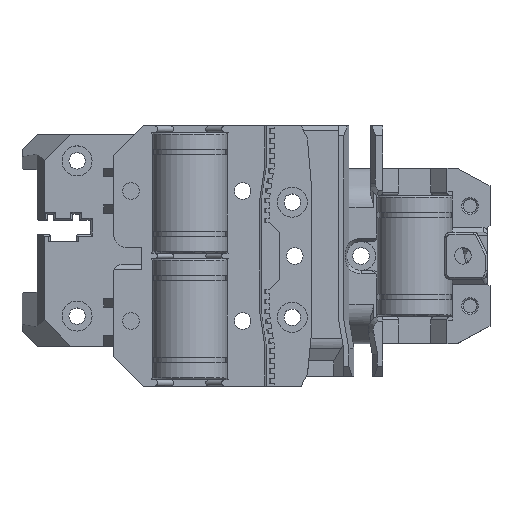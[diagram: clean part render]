
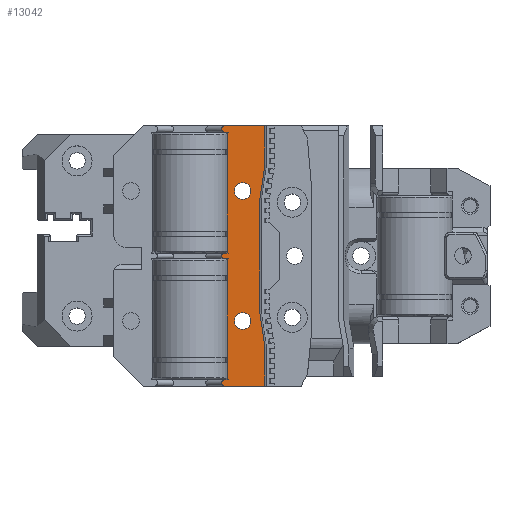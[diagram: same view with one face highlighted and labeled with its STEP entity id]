
A CAD part, top view. The second image highlights one B-rep face of the part: STEP entity #13042.
In plain terms, the highlighted planar face has unit normal (0, 0, 1).
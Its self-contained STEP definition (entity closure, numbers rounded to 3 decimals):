
#337=FACE_BOUND('',#1520,.T.);
#338=FACE_BOUND('',#1521,.T.);
#467=CIRCLE('',#13884,0.5);
#468=CIRCLE('',#13885,0.65);
#469=CIRCLE('',#13886,0.65);
#470=CIRCLE('',#13887,1.65);
#471=CIRCLE('',#13888,1.65);
#762=FACE_OUTER_BOUND('',#1519,.T.);
#1519=EDGE_LOOP('',(#9185,#9186,#9187,#9188,#9189,#9190,#9191,#9192,#9193,
#9194,#9195,#9196,#9197,#9198,#9199,#9200,#9201,#9202,#9203,#9204));
#1520=EDGE_LOOP('',(#9205));
#1521=EDGE_LOOP('',(#9206));
#2489=LINE('',#19330,#4046);
#2490=LINE('',#19332,#4047);
#2491=LINE('',#19334,#4048);
#2492=LINE('',#19336,#4049);
#2493=LINE('',#19338,#4050);
#2494=LINE('',#19342,#4051);
#2495=LINE('',#19344,#4052);
#2496=LINE('',#19346,#4053);
#2497=LINE('',#19348,#4054);
#2498=LINE('',#19350,#4055);
#2499=LINE('',#19352,#4056);
#2500=LINE('',#19354,#4057);
#2501=LINE('',#19358,#4058);
#2502=LINE('',#19360,#4059);
#2503=LINE('',#19362,#4060);
#2504=LINE('',#19364,#4061);
#2505=LINE('',#19365,#4062);
#4046=VECTOR('',#15450,10.);
#4047=VECTOR('',#15451,10.);
#4048=VECTOR('',#15452,10.);
#4049=VECTOR('',#15453,10.);
#4050=VECTOR('',#15454,10.);
#4051=VECTOR('',#15457,10.);
#4052=VECTOR('',#15458,10.);
#4053=VECTOR('',#15459,10.);
#4054=VECTOR('',#15460,10.);
#4055=VECTOR('',#15461,10.);
#4056=VECTOR('',#15462,10.);
#4057=VECTOR('',#15463,10.);
#4058=VECTOR('',#15466,10.);
#4059=VECTOR('',#15467,10.);
#4060=VECTOR('',#15468,10.);
#4061=VECTOR('',#15469,10.);
#4062=VECTOR('',#15470,10.);
#5556=VERTEX_POINT('',#19326);
#5557=VERTEX_POINT('',#19327);
#5558=VERTEX_POINT('',#19329);
#5559=VERTEX_POINT('',#19331);
#5560=VERTEX_POINT('',#19333);
#5561=VERTEX_POINT('',#19335);
#5562=VERTEX_POINT('',#19337);
#5563=VERTEX_POINT('',#19339);
#5564=VERTEX_POINT('',#19341);
#5565=VERTEX_POINT('',#19343);
#5566=VERTEX_POINT('',#19345);
#5567=VERTEX_POINT('',#19347);
#5568=VERTEX_POINT('',#19349);
#5569=VERTEX_POINT('',#19351);
#5570=VERTEX_POINT('',#19353);
#5571=VERTEX_POINT('',#19355);
#5572=VERTEX_POINT('',#19357);
#5573=VERTEX_POINT('',#19359);
#5574=VERTEX_POINT('',#19361);
#5575=VERTEX_POINT('',#19363);
#5576=VERTEX_POINT('',#19366);
#5577=VERTEX_POINT('',#19368);
#6930=EDGE_CURVE('',#5556,#5557,#467,.T.);
#6931=EDGE_CURVE('',#5556,#5558,#2489,.T.);
#6932=EDGE_CURVE('',#5558,#5559,#2490,.T.);
#6933=EDGE_CURVE('',#5559,#5560,#2491,.T.);
#6934=EDGE_CURVE('',#5560,#5561,#2492,.T.);
#6935=EDGE_CURVE('',#5561,#5562,#2493,.T.);
#6936=EDGE_CURVE('',#5563,#5562,#468,.T.);
#6937=EDGE_CURVE('',#5563,#5564,#2494,.T.);
#6938=EDGE_CURVE('',#5565,#5564,#2495,.T.);
#6939=EDGE_CURVE('',#5566,#5565,#2496,.T.);
#6940=EDGE_CURVE('',#5567,#5566,#2497,.T.);
#6941=EDGE_CURVE('',#5568,#5567,#2498,.T.);
#6942=EDGE_CURVE('',#5569,#5568,#2499,.T.);
#6943=EDGE_CURVE('',#5569,#5570,#2500,.T.);
#6944=EDGE_CURVE('',#5571,#5570,#469,.T.);
#6945=EDGE_CURVE('',#5571,#5572,#2501,.T.);
#6946=EDGE_CURVE('',#5572,#5573,#2502,.T.);
#6947=EDGE_CURVE('',#5573,#5574,#2503,.T.);
#6948=EDGE_CURVE('',#5574,#5575,#2504,.T.);
#6949=EDGE_CURVE('',#5557,#5575,#2505,.T.);
#6950=EDGE_CURVE('',#5576,#5576,#470,.T.);
#6951=EDGE_CURVE('',#5577,#5577,#471,.T.);
#9185=ORIENTED_EDGE('',*,*,#6930,.F.);
#9186=ORIENTED_EDGE('',*,*,#6931,.T.);
#9187=ORIENTED_EDGE('',*,*,#6932,.T.);
#9188=ORIENTED_EDGE('',*,*,#6933,.T.);
#9189=ORIENTED_EDGE('',*,*,#6934,.T.);
#9190=ORIENTED_EDGE('',*,*,#6935,.T.);
#9191=ORIENTED_EDGE('',*,*,#6936,.F.);
#9192=ORIENTED_EDGE('',*,*,#6937,.T.);
#9193=ORIENTED_EDGE('',*,*,#6938,.F.);
#9194=ORIENTED_EDGE('',*,*,#6939,.F.);
#9195=ORIENTED_EDGE('',*,*,#6940,.F.);
#9196=ORIENTED_EDGE('',*,*,#6941,.F.);
#9197=ORIENTED_EDGE('',*,*,#6942,.F.);
#9198=ORIENTED_EDGE('',*,*,#6943,.T.);
#9199=ORIENTED_EDGE('',*,*,#6944,.F.);
#9200=ORIENTED_EDGE('',*,*,#6945,.T.);
#9201=ORIENTED_EDGE('',*,*,#6946,.T.);
#9202=ORIENTED_EDGE('',*,*,#6947,.T.);
#9203=ORIENTED_EDGE('',*,*,#6948,.T.);
#9204=ORIENTED_EDGE('',*,*,#6949,.F.);
#9205=ORIENTED_EDGE('',*,*,#6950,.T.);
#9206=ORIENTED_EDGE('',*,*,#6951,.T.);
#12430=PLANE('',#13883);
#13042=ADVANCED_FACE('',(#762,#337,#338),#12430,.T.);
#13883=AXIS2_PLACEMENT_3D('',#19325,#15446,#15447);
#13884=AXIS2_PLACEMENT_3D('',#19328,#15448,#15449);
#13885=AXIS2_PLACEMENT_3D('',#19340,#15455,#15456);
#13886=AXIS2_PLACEMENT_3D('',#19356,#15464,#15465);
#13887=AXIS2_PLACEMENT_3D('',#19367,#15471,#15472);
#13888=AXIS2_PLACEMENT_3D('',#19369,#15473,#15474);
#15446=DIRECTION('center_axis',(0.,0.,1.));
#15447=DIRECTION('ref_axis',(1.,0.,0.));
#15448=DIRECTION('center_axis',(0.,0.,-1.));
#15449=DIRECTION('ref_axis',(-0.707,-0.707,0.));
#15450=DIRECTION('',(1.,0.,0.));
#15451=DIRECTION('',(-0.342,-0.94,0.));
#15452=DIRECTION('',(0.,-1.,0.));
#15453=DIRECTION('',(0.342,-0.94,0.));
#15454=DIRECTION('',(-1.,0.,0.));
#15455=DIRECTION('center_axis',(0.,0.,-1.));
#15456=DIRECTION('ref_axis',(-0.707,-0.707,0.));
#15457=DIRECTION('',(1.,0.,0.));
#15458=DIRECTION('',(0.,-1.,0.));
#15459=DIRECTION('',(0.146,-0.989,0.));
#15460=DIRECTION('',(0.,-1.,0.));
#15461=DIRECTION('',(-0.146,-0.989,0.));
#15462=DIRECTION('',(0.,-1.,0.));
#15463=DIRECTION('',(-1.,0.,0.));
#15464=DIRECTION('center_axis',(0.,0.,-1.));
#15465=DIRECTION('ref_axis',(-0.707,-0.707,0.));
#15466=DIRECTION('',(1.,0.,0.));
#15467=DIRECTION('',(-0.342,-0.94,0.));
#15468=DIRECTION('',(0.,-1.,0.));
#15469=DIRECTION('',(0.342,-0.94,0.));
#15470=DIRECTION('',(1.,0.,0.));
#15471=DIRECTION('center_axis',(0.,0.,-1.));
#15472=DIRECTION('ref_axis',(-1.,0.,0.));
#15473=DIRECTION('center_axis',(0.,0.,-1.));
#15474=DIRECTION('ref_axis',(-1.,0.,0.));
#19325=CARTESIAN_POINT('Origin',(85.,16.,14.4));
#19326=CARTESIAN_POINT('',(35.9,25.5,14.4));
#19327=CARTESIAN_POINT('',(35.9,26.5,14.4));
#19328=CARTESIAN_POINT('Origin',(35.9,26.,14.4));
#19329=CARTESIAN_POINT('',(36.664,25.5,14.4));
#19330=CARTESIAN_POINT('',(57.,25.5,14.4));
#19331=CARTESIAN_POINT('',(36.5,25.05,14.4));
#19332=CARTESIAN_POINT('',(37.882,28.848,14.4));
#19333=CARTESIAN_POINT('',(36.5,1.75,14.4));
#19334=CARTESIAN_POINT('',(36.5,21.,14.4));
#19335=CARTESIAN_POINT('',(36.664,1.3,14.4));
#19336=CARTESIAN_POINT('',(37.047,0.248,14.4));
#19337=CARTESIAN_POINT('',(36.05,1.3,14.4));
#19338=CARTESIAN_POINT('',(57.,1.3,14.4));
#19339=CARTESIAN_POINT('',(36.05,0.,14.4));
#19340=CARTESIAN_POINT('Origin',(36.05,0.65,14.4));
#19341=CARTESIAN_POINT('',(44.02,0.,14.4));
#19342=CARTESIAN_POINT('',(0.,0.,14.4));
#19343=CARTESIAN_POINT('',(44.02,7.861,14.4));
#19344=CARTESIAN_POINT('',(44.02,11.941,14.4));
#19345=CARTESIAN_POINT('',(43.,14.773,14.4));
#19346=CARTESIAN_POINT('',(43.361,12.33,14.4));
#19347=CARTESIAN_POINT('',(43.,37.227,14.4));
#19348=CARTESIAN_POINT('',(43.,21.,14.4));
#19349=CARTESIAN_POINT('',(44.02,44.139,14.4));
#19350=CARTESIAN_POINT('',(41.916,29.883,14.4));
#19351=CARTESIAN_POINT('',(44.02,52.,14.4));
#19352=CARTESIAN_POINT('',(44.02,30.059,14.4));
#19353=CARTESIAN_POINT('',(36.05,52.,14.4));
#19354=CARTESIAN_POINT('',(89.,52.,14.4));
#19355=CARTESIAN_POINT('',(36.05,50.7,14.4));
#19356=CARTESIAN_POINT('Origin',(36.05,51.35,14.4));
#19357=CARTESIAN_POINT('',(36.664,50.7,14.4));
#19358=CARTESIAN_POINT('',(57.,50.7,14.4));
#19359=CARTESIAN_POINT('',(36.5,50.25,14.4));
#19360=CARTESIAN_POINT('',(33.833,42.922,14.4));
#19361=CARTESIAN_POINT('',(36.5,26.95,14.4));
#19362=CARTESIAN_POINT('',(36.5,21.,14.4));
#19363=CARTESIAN_POINT('',(36.664,26.5,14.4));
#19364=CARTESIAN_POINT('',(41.096,14.322,14.4));
#19365=CARTESIAN_POINT('',(52.3,26.5,14.4));
#19366=CARTESIAN_POINT('',(41.25,13.,14.4));
#19367=CARTESIAN_POINT('Origin',(39.6,13.,14.4));
#19368=CARTESIAN_POINT('',(41.25,39.,14.4));
#19369=CARTESIAN_POINT('Origin',(39.6,39.,14.4));
